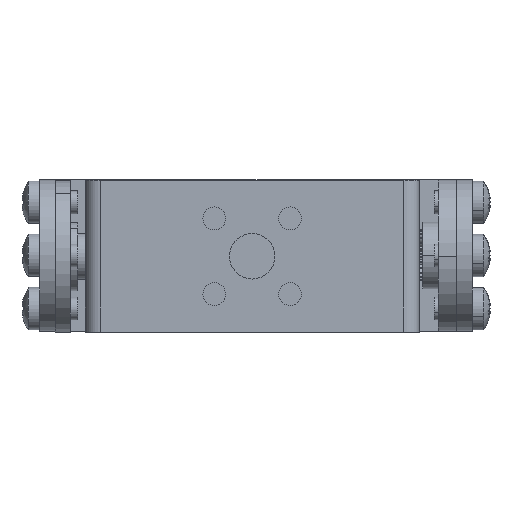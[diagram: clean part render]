
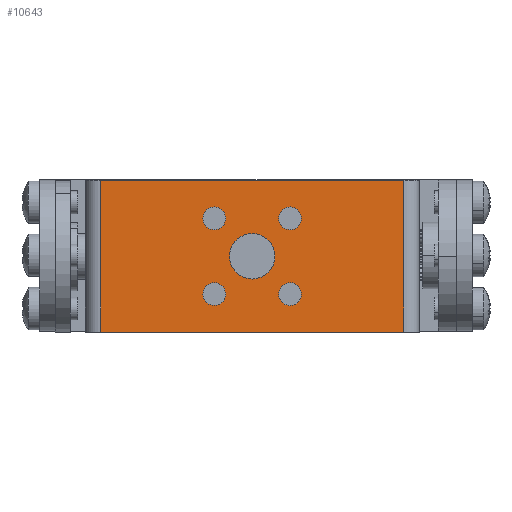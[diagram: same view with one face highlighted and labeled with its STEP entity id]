
A CAD part, front view. The second image highlights one B-rep face of the part: STEP entity #10643.
In plain terms, the highlighted planar face has unit normal (0, -1, 0).
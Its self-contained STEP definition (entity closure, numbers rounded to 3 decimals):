
#51 = DIRECTION ( 'NONE',  ( 0., -1., 0. ) ) ;
#223 = AXIS2_PLACEMENT_3D ( 'NONE', #7746, #51, #14359 ) ;
#378 = CARTESIAN_POINT ( 'NONE',  ( 0., 0., 3. ) ) ;
#413 = EDGE_LOOP ( 'NONE', ( #11685, #19908 ) ) ;
#454 = DIRECTION ( 'NONE',  ( 1., 0., 0. ) ) ;
#456 = DIRECTION ( 'NONE',  ( 0., 0., -1. ) ) ;
#658 = CIRCLE ( 'NONE', #19771, 1.5 ) ;
#1043 = DIRECTION ( 'NONE',  ( 0., 0., -1. ) ) ;
#1095 = ORIENTED_EDGE ( 'NONE', *, *, #14830, .F. ) ;
#1151 = VERTEX_POINT ( 'NONE', #8701 ) ;
#1157 = DIRECTION ( 'NONE',  ( 0., -1., 0. ) ) ;
#1175 = ORIENTED_EDGE ( 'NONE', *, *, #3051, .F. ) ;
#1196 = EDGE_LOOP ( 'NONE', ( #10718, #14813 ) ) ;
#1977 = AXIS2_PLACEMENT_3D ( 'NONE', #9267, #10917, #12657 ) ;
#2136 = VERTEX_POINT ( 'NONE', #17152 ) ;
#2282 = VECTOR ( 'NONE', #454, 1000. ) ;
#2412 = DIRECTION ( 'NONE',  ( 0., 0., -1. ) ) ;
#2464 = DIRECTION ( 'NONE',  ( 0., -1., 0. ) ) ;
#2904 = VERTEX_POINT ( 'NONE', #3139 ) ;
#2927 = AXIS2_PLACEMENT_3D ( 'NONE', #11979, #18109, #2412 ) ;
#3051 = EDGE_CURVE ( 'NONE', #15082, #1151, #13007, .T. ) ;
#3139 = CARTESIAN_POINT ( 'NONE',  ( 5., 0., 3.5 ) ) ;
#3191 = EDGE_LOOP ( 'NONE', ( #8412, #12165 ) ) ;
#3293 = FACE_BOUND ( 'NONE', #3191, .T. ) ;
#3489 = EDGE_LOOP ( 'NONE', ( #15474, #1095 ) ) ;
#3526 = CARTESIAN_POINT ( 'NONE',  ( 5., 0., 5. ) ) ;
#3711 = DIRECTION ( 'NONE',  ( 0., -1., 0. ) ) ;
#3921 = CIRCLE ( 'NONE', #9486, 1.5 ) ;
#3965 = LINE ( 'NONE', #5609, #4927 ) ;
#4209 = DIRECTION ( 'NONE',  ( 0., 0., -1. ) ) ;
#4311 = VECTOR ( 'NONE', #1043, 1000. ) ;
#4391 = CARTESIAN_POINT ( 'NONE',  ( -20., 0., -10. ) ) ;
#4471 = CIRCLE ( 'NONE', #19976, 3. ) ;
#4559 = CIRCLE ( 'NONE', #7223, 1.5 ) ;
#4624 = FACE_OUTER_BOUND ( 'NONE', #10527, .T. ) ;
#4927 = VECTOR ( 'NONE', #11884, 1000. ) ;
#5609 = CARTESIAN_POINT ( 'NONE',  ( 0., 0., -10. ) ) ;
#5658 = EDGE_CURVE ( 'NONE', #2904, #16958, #8846, .T. ) ;
#5893 = CARTESIAN_POINT ( 'NONE',  ( -20., 0., 10. ) ) ;
#6362 = CIRCLE ( 'NONE', #14607, 3. ) ;
#6392 = CIRCLE ( 'NONE', #8026, 1.5 ) ;
#7000 = ORIENTED_EDGE ( 'NONE', *, *, #8742, .F. ) ;
#7025 = VERTEX_POINT ( 'NONE', #13107 ) ;
#7187 = FACE_BOUND ( 'NONE', #413, .T. ) ;
#7223 = AXIS2_PLACEMENT_3D ( 'NONE', #11154, #17891, #456 ) ;
#7360 = DIRECTION ( 'NONE',  ( 0., -1., 0. ) ) ;
#7746 = CARTESIAN_POINT ( 'NONE',  ( -5., 0., 5. ) ) ;
#7965 = CARTESIAN_POINT ( 'NONE',  ( 5., 0., 6.5 ) ) ;
#8026 = AXIS2_PLACEMENT_3D ( 'NONE', #18331, #19880, #16775 ) ;
#8412 = ORIENTED_EDGE ( 'NONE', *, *, #18175, .F. ) ;
#8701 = CARTESIAN_POINT ( 'NONE',  ( 20., 0., 10. ) ) ;
#8742 = EDGE_CURVE ( 'NONE', #16958, #2904, #3921, .T. ) ;
#8846 = CIRCLE ( 'NONE', #14142, 1.5 ) ;
#9098 = EDGE_CURVE ( 'NONE', #10702, #9209, #14138, .T. ) ;
#9209 = VERTEX_POINT ( 'NONE', #17642 ) ;
#9249 = DIRECTION ( 'NONE',  ( 0., 1., 0. ) ) ;
#9267 = CARTESIAN_POINT ( 'NONE',  ( -5., 0., 5. ) ) ;
#9323 = EDGE_CURVE ( 'NONE', #13064, #15997, #658, .T. ) ;
#9341 = FACE_BOUND ( 'NONE', #3489, .T. ) ;
#9342 = CARTESIAN_POINT ( 'NONE',  ( 0., 0., -3. ) ) ;
#9486 = AXIS2_PLACEMENT_3D ( 'NONE', #3526, #18080, #13210 ) ;
#10298 = DIRECTION ( 'NONE',  ( 0., 0., -1. ) ) ;
#10451 = CARTESIAN_POINT ( 'NONE',  ( 0., 0., 0. ) ) ;
#10527 = EDGE_LOOP ( 'NONE', ( #17954, #11466, #1175, #18966 ) ) ;
#10643 = ADVANCED_FACE ( 'NONE', ( #7187, #12249, #3293, #17529, #9341, #4624 ), #14218, .F. ) ;
#10662 = DIRECTION ( 'NONE',  ( 0., 0., -1. ) ) ;
#10702 = VERTEX_POINT ( 'NONE', #15767 ) ;
#10718 = ORIENTED_EDGE ( 'NONE', *, *, #17870, .F. ) ;
#10917 = DIRECTION ( 'NONE',  ( 0., -1., 0. ) ) ;
#11154 = CARTESIAN_POINT ( 'NONE',  ( 5., 0., -5. ) ) ;
#11466 = ORIENTED_EDGE ( 'NONE', *, *, #14318, .F. ) ;
#11685 = ORIENTED_EDGE ( 'NONE', *, *, #19971, .F. ) ;
#11884 = DIRECTION ( 'NONE',  ( -1., 0., 0. ) ) ;
#11979 = CARTESIAN_POINT ( 'NONE',  ( -5., 0., -5. ) ) ;
#12165 = ORIENTED_EDGE ( 'NONE', *, *, #9098, .F. ) ;
#12249 = FACE_BOUND ( 'NONE', #1196, .T. ) ;
#12513 = EDGE_LOOP ( 'NONE', ( #20416, #7000 ) ) ;
#12657 = DIRECTION ( 'NONE',  ( 0., 0., -1. ) ) ;
#13007 = LINE ( 'NONE', #13220, #2282 ) ;
#13064 = VERTEX_POINT ( 'NONE', #13774 ) ;
#13107 = CARTESIAN_POINT ( 'NONE',  ( 20., 0., -10. ) ) ;
#13210 = DIRECTION ( 'NONE',  ( 0., 0., -1. ) ) ;
#13220 = CARTESIAN_POINT ( 'NONE',  ( 0., 0., 10. ) ) ;
#13596 = CARTESIAN_POINT ( 'NONE',  ( -5., 0., -5. ) ) ;
#13662 = CARTESIAN_POINT ( 'NONE',  ( -20., 0., 0. ) ) ;
#13774 = CARTESIAN_POINT ( 'NONE',  ( -5., 0., -3.5 ) ) ;
#14138 = CIRCLE ( 'NONE', #1977, 1.5 ) ;
#14142 = AXIS2_PLACEMENT_3D ( 'NONE', #20242, #1157, #10298 ) ;
#14218 = PLANE ( 'NONE',  #18180 ) ;
#14315 = DIRECTION ( 'NONE',  ( 0., 0., 1. ) ) ;
#14318 = EDGE_CURVE ( 'NONE', #1151, #7025, #18790, .T. ) ;
#14359 = DIRECTION ( 'NONE',  ( 0., 0., -1. ) ) ;
#14584 = EDGE_CURVE ( 'NONE', #7025, #19595, #3965, .T. ) ;
#14607 = AXIS2_PLACEMENT_3D ( 'NONE', #19698, #3711, #14839 ) ;
#14813 = ORIENTED_EDGE ( 'NONE', *, *, #16277, .F. ) ;
#14830 = EDGE_CURVE ( 'NONE', #17490, #2136, #4559, .T. ) ;
#14839 = DIRECTION ( 'NONE',  ( 0., 0., -1. ) ) ;
#14909 = VECTOR ( 'NONE', #19782, 1000. ) ;
#15082 = VERTEX_POINT ( 'NONE', #5893 ) ;
#15474 = ORIENTED_EDGE ( 'NONE', *, *, #16755, .F. ) ;
#15715 = EDGE_CURVE ( 'NONE', #19595, #15082, #16562, .T. ) ;
#15767 = CARTESIAN_POINT ( 'NONE',  ( -5., 0., 6.5 ) ) ;
#15997 = VERTEX_POINT ( 'NONE', #17143 ) ;
#16277 = EDGE_CURVE ( 'NONE', #17900, #19097, #6362, .T. ) ;
#16562 = LINE ( 'NONE', #13662, #14909 ) ;
#16755 = EDGE_CURVE ( 'NONE', #2136, #17490, #6392, .T. ) ;
#16775 = DIRECTION ( 'NONE',  ( 0., 0., -1. ) ) ;
#16958 = VERTEX_POINT ( 'NONE', #7965 ) ;
#17143 = CARTESIAN_POINT ( 'NONE',  ( -5., 0., -6.5 ) ) ;
#17152 = CARTESIAN_POINT ( 'NONE',  ( 5., 0., -6.5 ) ) ;
#17419 = CARTESIAN_POINT ( 'NONE',  ( 5., 0., -3.5 ) ) ;
#17490 = VERTEX_POINT ( 'NONE', #17419 ) ;
#17502 = CARTESIAN_POINT ( 'NONE',  ( 20., 0., 0. ) ) ;
#17529 = FACE_BOUND ( 'NONE', #12513, .T. ) ;
#17642 = CARTESIAN_POINT ( 'NONE',  ( -5., 0., 3.5 ) ) ;
#17870 = EDGE_CURVE ( 'NONE', #19097, #17900, #4471, .T. ) ;
#17891 = DIRECTION ( 'NONE',  ( 0., -1., 0. ) ) ;
#17900 = VERTEX_POINT ( 'NONE', #378 ) ;
#17954 = ORIENTED_EDGE ( 'NONE', *, *, #14584, .F. ) ;
#18071 = CIRCLE ( 'NONE', #2927, 1.5 ) ;
#18080 = DIRECTION ( 'NONE',  ( 0., -1., 0. ) ) ;
#18109 = DIRECTION ( 'NONE',  ( 0., -1., 0. ) ) ;
#18175 = EDGE_CURVE ( 'NONE', #9209, #10702, #19661, .T. ) ;
#18180 = AXIS2_PLACEMENT_3D ( 'NONE', #19087, #9249, #14315 ) ;
#18331 = CARTESIAN_POINT ( 'NONE',  ( 5., 0., -5. ) ) ;
#18790 = LINE ( 'NONE', #17502, #4311 ) ;
#18966 = ORIENTED_EDGE ( 'NONE', *, *, #15715, .F. ) ;
#19087 = CARTESIAN_POINT ( 'NONE',  ( 0., 0., 0. ) ) ;
#19097 = VERTEX_POINT ( 'NONE', #9342 ) ;
#19595 = VERTEX_POINT ( 'NONE', #4391 ) ;
#19661 = CIRCLE ( 'NONE', #223, 1.5 ) ;
#19698 = CARTESIAN_POINT ( 'NONE',  ( 0., 0., 0. ) ) ;
#19771 = AXIS2_PLACEMENT_3D ( 'NONE', #13596, #2464, #4209 ) ;
#19782 = DIRECTION ( 'NONE',  ( 0., 0., 1. ) ) ;
#19880 = DIRECTION ( 'NONE',  ( 0., -1., 0. ) ) ;
#19908 = ORIENTED_EDGE ( 'NONE', *, *, #9323, .F. ) ;
#19971 = EDGE_CURVE ( 'NONE', #15997, #13064, #18071, .T. ) ;
#19976 = AXIS2_PLACEMENT_3D ( 'NONE', #10451, #7360, #10662 ) ;
#20242 = CARTESIAN_POINT ( 'NONE',  ( 5., 0., 5. ) ) ;
#20416 = ORIENTED_EDGE ( 'NONE', *, *, #5658, .F. ) ;
